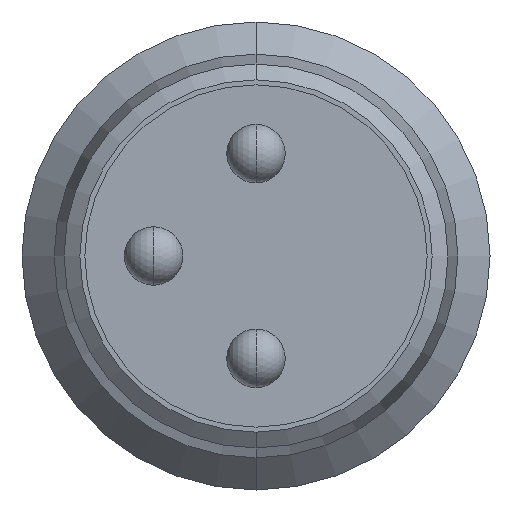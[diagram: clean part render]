
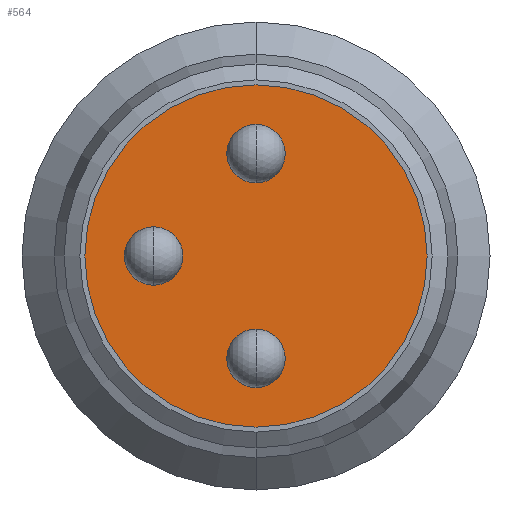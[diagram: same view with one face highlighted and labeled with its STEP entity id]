
A CAD part, front view. The second image highlights one B-rep face of the part: STEP entity #564.
In plain terms, the highlighted planar face has unit normal (0, -1, 0).
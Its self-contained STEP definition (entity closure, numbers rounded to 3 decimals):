
#68 = DIRECTION ( 'NONE',  ( 0., -1., 0. ) ) ;
#149 = DIRECTION ( 'NONE',  ( 0., -1., 0. ) ) ;
#226 = FACE_OUTER_BOUND ( 'NONE', #509, .T. ) ;
#318 = CIRCLE ( 'NONE', #555, 2.925 ) ;
#383 = AXIS2_PLACEMENT_3D ( 'NONE', #1390, #608, #1521 ) ;
#392 = VERTEX_POINT ( 'NONE', #797 ) ;
#509 = EDGE_LOOP ( 'NONE', ( #1131, #1642 ) ) ;
#555 = AXIS2_PLACEMENT_3D ( 'NONE', #935, #149, #1075 ) ;
#564 = ADVANCED_FACE ( 'NONE', ( #226 ), #1630, .T. ) ;
#608 = DIRECTION ( 'NONE',  ( 0., -1., 0. ) ) ;
#797 = CARTESIAN_POINT ( 'NONE',  ( 0., -14.2, -2.925 ) ) ;
#845 = CARTESIAN_POINT ( 'NONE',  ( 0., -14.2, 0. ) ) ;
#913 = VERTEX_POINT ( 'NONE', #1425 ) ;
#935 = CARTESIAN_POINT ( 'NONE',  ( 0., -14.2, 0. ) ) ;
#994 = DIRECTION ( 'NONE',  ( 0., 0., -1. ) ) ;
#1075 = DIRECTION ( 'NONE',  ( 0., 0., -1. ) ) ;
#1131 = ORIENTED_EDGE ( 'NONE', *, *, #1200, .T. ) ;
#1170 = EDGE_CURVE ( 'NONE', #913, #392, #1360, .T. ) ;
#1200 = EDGE_CURVE ( 'NONE', #392, #913, #318, .T. ) ;
#1276 = AXIS2_PLACEMENT_3D ( 'NONE', #845, #68, #994 ) ;
#1360 = CIRCLE ( 'NONE', #383, 2.925 ) ;
#1390 = CARTESIAN_POINT ( 'NONE',  ( 0., -14.2, 0. ) ) ;
#1425 = CARTESIAN_POINT ( 'NONE',  ( 0., -14.2, 2.925 ) ) ;
#1521 = DIRECTION ( 'NONE',  ( 0., 0., -1. ) ) ;
#1630 = PLANE ( 'NONE',  #1276 ) ;
#1642 = ORIENTED_EDGE ( 'NONE', *, *, #1170, .T. ) ;
